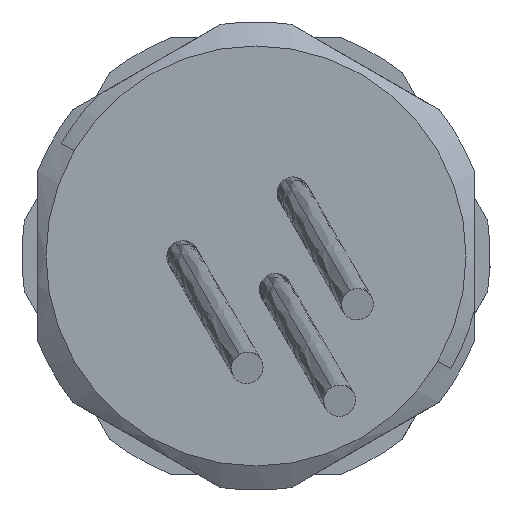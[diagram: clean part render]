
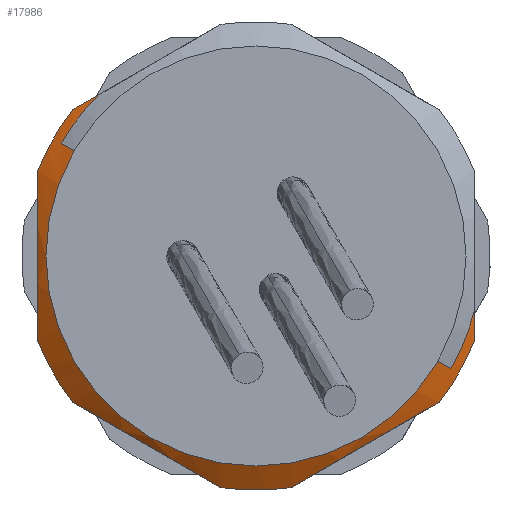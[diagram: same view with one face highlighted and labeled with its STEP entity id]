
A CAD part, left-side view. The second image highlights one B-rep face of the part: STEP entity #17986.
In plain terms, the highlighted conical face has half-angle 56.31 degrees and reference radius 13.75 mm.
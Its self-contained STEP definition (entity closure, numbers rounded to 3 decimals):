
#4765=CARTESIAN_POINT('',(-7.,0.,0.));
#4766=DIRECTION('',(-1.,0.,0.));
#4767=DIRECTION('',(0.,0.149,-0.989));
#4768=AXIS2_PLACEMENT_3D('',#4765,#4766,#4767);
#4783=CARTESIAN_POINT('',(-7.,0.,0.));
#4784=DIRECTION('',(-1.,0.,0.));
#4785=DIRECTION('',(0.,0.931,-0.365));
#4786=AXIS2_PLACEMENT_3D('',#4783,#4784,#4785);
#4800=CARTESIAN_POINT('',(-7.,11.333,9.046));
#4801=CARTESIAN_POINT('',(-7.051,11.152,9.15));
#4802=CARTESIAN_POINT('',(-7.147,10.791,9.358));
#4803=CARTESIAN_POINT('',(-7.274,10.255,9.668));
#4804=CARTESIAN_POINT('',(-7.347,9.899,9.873));
#4805=CARTESIAN_POINT('',(-7.381,9.722,9.976));
#4838=CARTESIAN_POINT('',(-7.381,-13.5,-3.431));
#4839=CARTESIAN_POINT('',(-7.347,-13.5,-3.637));
#4840=CARTESIAN_POINT('',(-7.274,-13.5,-4.048));
#4841=CARTESIAN_POINT('',(-7.147,-13.5,-4.667));
#4842=CARTESIAN_POINT('',(-7.051,-13.5,-5.083));
#4843=CARTESIAN_POINT('',(-7.,-13.5,-5.292));
#5278=CARTESIAN_POINT('',(-7.,13.5,-5.292));
#5279=CARTESIAN_POINT('',(-7.109,13.5,-4.842));
#5280=CARTESIAN_POINT('',(-7.303,13.5,-3.947));
#5281=CARTESIAN_POINT('',(-7.511,13.5,-2.628));
#5282=CARTESIAN_POINT('',(-7.638,13.5,-1.313));
#5283=CARTESIAN_POINT('',(-7.681,13.5,0.));
#5284=CARTESIAN_POINT('',(-7.638,13.5,1.313));
#5285=CARTESIAN_POINT('',(-7.511,13.5,2.628));
#5286=CARTESIAN_POINT('',(-7.303,13.5,3.947));
#5287=CARTESIAN_POINT('',(-7.109,13.5,4.842));
#5288=CARTESIAN_POINT('',(-7.,13.5,5.292));
#5290=CARTESIAN_POINT('',(-7.,0.,0.));
#5291=DIRECTION('',(1.,0.,0.));
#5292=DIRECTION('',(0.,0.931,0.365));
#5293=AXIS2_PLACEMENT_3D('',#5290,#5291,#5292);
#5295=CARTESIAN_POINT('',(-7.381,0.,0.));
#5296=DIRECTION('',(1.,0.,0.));
#5297=DIRECTION('',(0.,0.866,0.5));
#5298=AXIS2_PLACEMENT_3D('',#5295,#5296,#5297);
#5300=DIRECTION('',(0.555,0.721,0.416));
#5301=VECTOR('',#5300,1.117);
#5302=CARTESIAN_POINT('',(-8.,11.258,6.5));
#5303=LINE('',#5302,#5301);
#5304=DIRECTION('',(0.555,-0.721,-0.416));
#5305=VECTOR('',#5304,1.117);
#5306=CARTESIAN_POINT('',(-8.,-11.258,-6.5));
#5307=LINE('',#5306,#5305);
#5308=CARTESIAN_POINT('',(-7.381,0.,0.));
#5309=DIRECTION('',(1.,0.,0.));
#5310=DIRECTION('',(0.,-0.969,-0.246));
#5311=AXIS2_PLACEMENT_3D('',#5308,#5309,#5310);
#5313=CARTESIAN_POINT('',(-7.,0.,0.));
#5314=DIRECTION('',(1.,0.,0.));
#5315=DIRECTION('',(0.,-0.931,-0.365));
#5316=AXIS2_PLACEMENT_3D('',#5313,#5314,#5315);
#5318=CARTESIAN_POINT('',(-7.,-11.333,-9.046));
#5319=CARTESIAN_POINT('',(-7.109,-10.943,
-9.271));
#5320=CARTESIAN_POINT('',(-7.303,-10.169,
-9.718));
#5321=CARTESIAN_POINT('',(-7.511,-9.026,
-10.378));
#5322=CARTESIAN_POINT('',(-7.638,-7.887,
-11.035));
#5323=CARTESIAN_POINT('',(-7.681,-6.75,
-11.691));
#5324=CARTESIAN_POINT('',(-7.638,-5.613,
-12.348));
#5325=CARTESIAN_POINT('',(-7.511,-4.474,
-13.005));
#5326=CARTESIAN_POINT('',(-7.303,-3.331,
-13.665));
#5327=CARTESIAN_POINT('',(-7.109,-2.557,
-14.112));
#5328=CARTESIAN_POINT('',(-7.,-2.167,-14.337));
#5330=CARTESIAN_POINT('',(-7.,2.167,-14.337));
#5331=CARTESIAN_POINT('',(-7.109,2.557,
-14.112));
#5332=CARTESIAN_POINT('',(-7.303,3.331,
-13.665));
#5333=CARTESIAN_POINT('',(-7.511,4.474,
-13.005));
#5334=CARTESIAN_POINT('',(-7.638,5.613,
-12.348));
#5335=CARTESIAN_POINT('',(-7.681,6.75,
-11.691));
#5336=CARTESIAN_POINT('',(-7.638,7.887,
-11.035));
#5337=CARTESIAN_POINT('',(-7.511,9.026,
-10.378));
#5338=CARTESIAN_POINT('',(-7.303,10.169,
-9.718));
#5339=CARTESIAN_POINT('',(-7.109,10.943,
-9.271));
#5340=CARTESIAN_POINT('',(-7.,11.333,-9.046));
#5381=CARTESIAN_POINT('',(-8.,0.,0.));
#5382=DIRECTION('',(1.,0.,0.));
#5383=DIRECTION('',(0.,-0.866,-0.5));
#5384=AXIS2_PLACEMENT_3D('',#5381,#5382,#5383);
#10336=CARTESIAN_POINT('',(-7.,-13.5,-5.292));
#10337=VERTEX_POINT('',#10336);
#10346=CARTESIAN_POINT('',(-7.,11.333,9.046));
#10347=VERTEX_POINT('',#10346);
#10348=CARTESIAN_POINT('',(-7.,13.5,5.292));
#10349=VERTEX_POINT('',#10348);
#10350=CARTESIAN_POINT('',(-7.,13.5,-5.292));
#10351=VERTEX_POINT('',#10350);
#10352=CARTESIAN_POINT('',(-7.,11.333,-9.046));
#10353=VERTEX_POINT('',#10352);
#10354=CARTESIAN_POINT('',(-7.,2.167,-14.337));
#10355=VERTEX_POINT('',#10354);
#10356=CARTESIAN_POINT('',(-7.,-2.167,-14.337));
#10357=VERTEX_POINT('',#10356);
#10358=CARTESIAN_POINT('',(-7.,-11.333,-9.046));
#10359=VERTEX_POINT('',#10358);
#10688=CARTESIAN_POINT('',(-8.,11.258,6.5));
#10689=CARTESIAN_POINT('',(-8.,-11.258,-6.5));
#10690=VERTEX_POINT('',#10688);
#10691=VERTEX_POINT('',#10689);
#10692=VERTEX_POINT('',#4838);
#10693=VERTEX_POINT('',#4805);
#10694=CARTESIAN_POINT('',(-7.381,12.063,
6.965));
#10695=VERTEX_POINT('',#10694);
#10696=CARTESIAN_POINT('',(-7.381,-12.063,
-6.965));
#10697=VERTEX_POINT('',#10696);
#17960=CARTESIAN_POINT('',(-7.5,0.,0.));
#17961=DIRECTION('',(1.,0.,0.));
#17962=DIRECTION('',(0.,-0.866,-0.5));
#17963=AXIS2_PLACEMENT_3D('',#17960,#17961,#17962);
#17964=CONICAL_SURFACE('',#17963,13.75,56.31);
#17965=ORIENTED_EDGE('',*,*,#17636,.T.);
#17966=ORIENTED_EDGE('',*,*,#17650,.T.);
#17967=ORIENTED_EDGE('',*,*,#17666,.T.);
#17969=ORIENTED_EDGE('',*,*,#17968,.F.);
#17971=ORIENTED_EDGE('',*,*,#17970,.F.);
#17973=ORIENTED_EDGE('',*,*,#17972,.F.);
#17975=ORIENTED_EDGE('',*,*,#17974,.T.);
#17977=ORIENTED_EDGE('',*,*,#17976,.F.);
#17978=ORIENTED_EDGE('',*,*,#17722,.T.);
#17979=ORIENTED_EDGE('',*,*,#17740,.T.);
#17980=ORIENTED_EDGE('',*,*,#17751,.T.);
#17981=ORIENTED_EDGE('',*,*,#17593,.F.);
#17982=ORIENTED_EDGE('',*,*,#17608,.T.);
#17983=ORIENTED_EDGE('',*,*,#17622,.F.);
#17984=EDGE_LOOP('',(#17965,#17966,#17967,#17969,#17971,#17973,#17975,#17977,
#17978,#17979,#17980,#17981,#17982,#17983));
#17985=FACE_OUTER_BOUND('',#17984,.F.);
#4769=CIRCLE('',#4768,14.5);
#4787=CIRCLE('',#4786,14.5);
#4806=B_SPLINE_CURVE_WITH_KNOTS('',3,(#4800,#4801,#4802,#4803,#4804,#4805),
.UNSPECIFIED.,.F.,.F.,(4,1,1,4),(0.,0.333,0.667,1.),
.UNSPECIFIED.);
#4844=B_SPLINE_CURVE_WITH_KNOTS('',3,(#4838,#4839,#4840,#4841,#4842,#4843),
.UNSPECIFIED.,.F.,.F.,(4,1,1,4),(0.,0.333,0.667,1.),
.UNSPECIFIED.);
#5289=B_SPLINE_CURVE_WITH_KNOTS('',3,(#5278,#5279,#5280,#5281,#5282,#5283,#5284,
#5285,#5286,#5287,#5288),.UNSPECIFIED.,.F.,.F.,(4,1,1,1,1,1,1,1,4),(0.,
0.125,0.25,0.375,0.5,0.625,0.75,0.875,1.),.UNSPECIFIED.);
#5294=CIRCLE('',#5293,14.5);
#5299=CIRCLE('',#5298,13.929);
#5312=CIRCLE('',#5311,13.929);
#5317=CIRCLE('',#5316,14.5);
#5329=B_SPLINE_CURVE_WITH_KNOTS('',3,(#5318,#5319,#5320,#5321,#5322,#5323,#5324,
#5325,#5326,#5327,#5328),.UNSPECIFIED.,.F.,.F.,(4,1,1,1,1,1,1,1,4),(0.,
0.125,0.25,0.375,0.5,0.625,0.75,0.875,1.),.UNSPECIFIED.);
#5341=B_SPLINE_CURVE_WITH_KNOTS('',3,(#5330,#5331,#5332,#5333,#5334,#5335,#5336,
#5337,#5338,#5339,#5340),.UNSPECIFIED.,.F.,.F.,(4,1,1,1,1,1,1,1,4),(0.,
0.125,0.25,0.375,0.5,0.625,0.75,0.875,1.),.UNSPECIFIED.);
#5385=CIRCLE('',#5384,13.);
#17593=EDGE_CURVE('',#10355,#10357,#4769,.T.);
#17608=EDGE_CURVE('',#10355,#10353,#5341,.T.);
#17622=EDGE_CURVE('',#10351,#10353,#4787,.T.);
#17636=EDGE_CURVE('',#10351,#10349,#5289,.T.);
#17650=EDGE_CURVE('',#10349,#10347,#5294,.T.);
#17666=EDGE_CURVE('',#10347,#10693,#4806,.T.);
#17722=EDGE_CURVE('',#10692,#10337,#4844,.T.);
#17740=EDGE_CURVE('',#10337,#10359,#5317,.T.);
#17751=EDGE_CURVE('',#10359,#10357,#5329,.T.);
#17968=EDGE_CURVE('',#10695,#10693,#5299,.T.);
#17970=EDGE_CURVE('',#10690,#10695,#5303,.T.);
#17972=EDGE_CURVE('',#10691,#10690,#5385,.T.);
#17974=EDGE_CURVE('',#10691,#10697,#5307,.T.);
#17976=EDGE_CURVE('',#10692,#10697,#5312,.T.);
#17986=ADVANCED_FACE('',(#17985),#17964,.T.);
